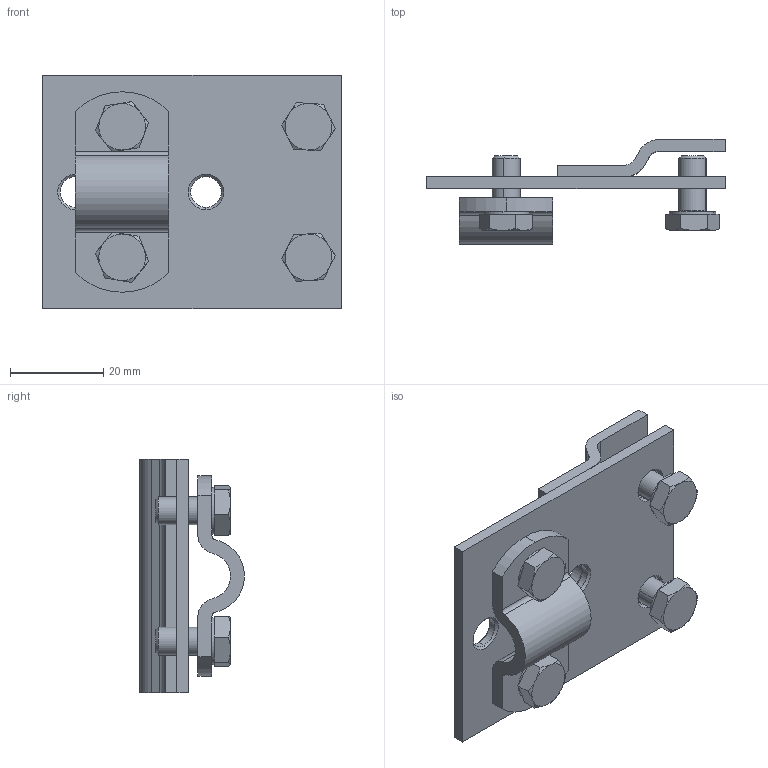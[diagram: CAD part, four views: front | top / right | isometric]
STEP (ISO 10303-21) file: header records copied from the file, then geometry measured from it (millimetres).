
FILE_DESCRIPTION (( 'STEP AP214' ), '1' );
FILE_NAME ('5317481.STEP', '2025-02-18T10:49:00', ( '' ), ( '' ), 'SwSTEP 2.0', 'SolidWorks 2024', '' );
FILE_SCHEMA (( 'AUTOMOTIVE_DESIGN' ));
Length unit declared in the file: millimetre
Products named in the file (5): hex bolt gradeab_din_DIN EN 24014 - M6 x 30 x 18-N; 06016790; 06016794; 06016792; 5317481
Assembly tree (7 placements, depth 2):
  5317481
    06016794
    06016792
    06016790
    hex bolt gradeab_din_DIN EN 24014 - M6 x 30 x 18-N  x4
Bounding box: 64 x 22.5 x 50 mm (x, y, z)
Volume: 17391.4 mm3; surface area: 15368.7 mm2
Topology: 7 solids, 7 shells, 199 faces, 447 edges, 266 vertices
Faces by surface type: plane 86, cone 56, cylinder 49, torus 8
Entity records: 3479 total; most frequent: CARTESIAN_POINT 613, DIRECTION 613, ORIENTED_EDGE 534, EDGE_CURVE 267, AXIS2_PLACEMENT_3D 236, VERTEX_POINT 164, VECTOR 141, LINE 141
